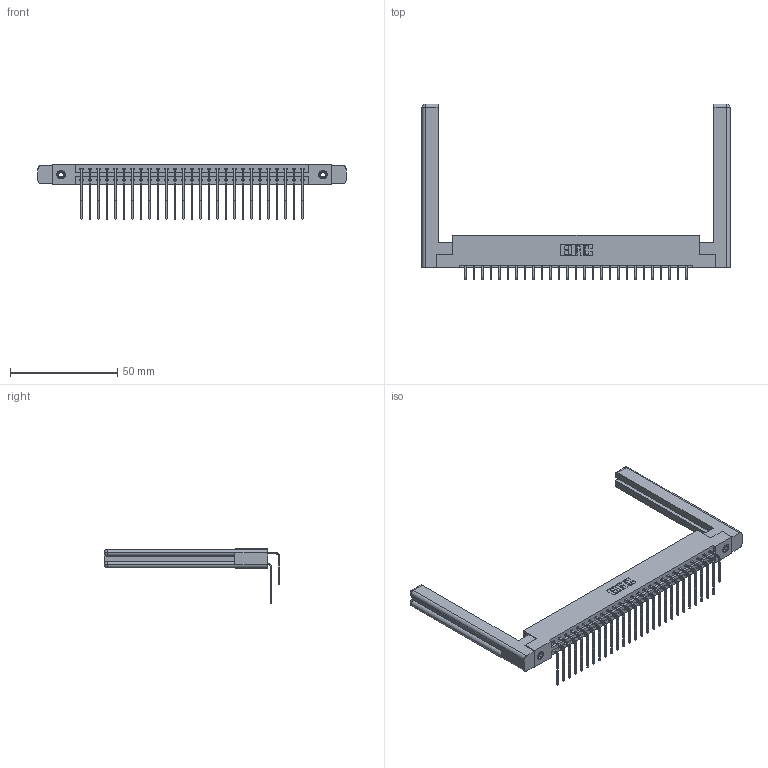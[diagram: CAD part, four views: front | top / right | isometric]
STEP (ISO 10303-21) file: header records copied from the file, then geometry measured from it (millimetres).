
FILE_DESCRIPTION (( 'STEP AP203' ), '1' );
FILE_NAME ('387-054-559-258.STEP', '2019-10-19T05:53:39', ( '' ), ( '' ), 'SwSTEP 2.0', 'SolidWorks 2016', '' );
FILE_SCHEMA (( 'CONFIG_CONTROL_DESIGN' ));
Length unit declared in the file: inch
Products named in the file (6): 345-250-001_345-250-001-102; 307-220-058; 337 Part_Flush Mounting Lugs - 0.156 Dia-TI; 345-292-001_558 559 Tail - 1; 345-292-001_559 Tail - 2; 387-054-559-258
Assembly tree (59 placements, depth 2):
  387-054-559-258
    337 Part_Flush Mounting Lugs - 0.156 Dia-TI
    345-292-001_558 559 Tail - 1  x27
    345-292-001_559 Tail - 2  x27
    345-250-001_345-250-001-102  x2
    307-220-058  x2
Bounding box: 143.61 x 81.98 x 25.53 mm (x, y, z)
Volume: 22389.1 mm3; surface area: 23701.7 mm2
Topology: 59 solids, 59 shells, 3280 faces, 9683 edges, 6370 vertices
Faces by surface type: plane 2314, cylinder 942, cone 12, torus 12
Entity records: 27292 total; most frequent: CARTESIAN_POINT 4664, ORIENTED_EDGE 4488, DIRECTION 3992, EDGE_CURVE 2244, LINE 2028, VECTOR 2028, VERTEX_POINT 1486, AXIS2_PLACEMENT_3D 982
